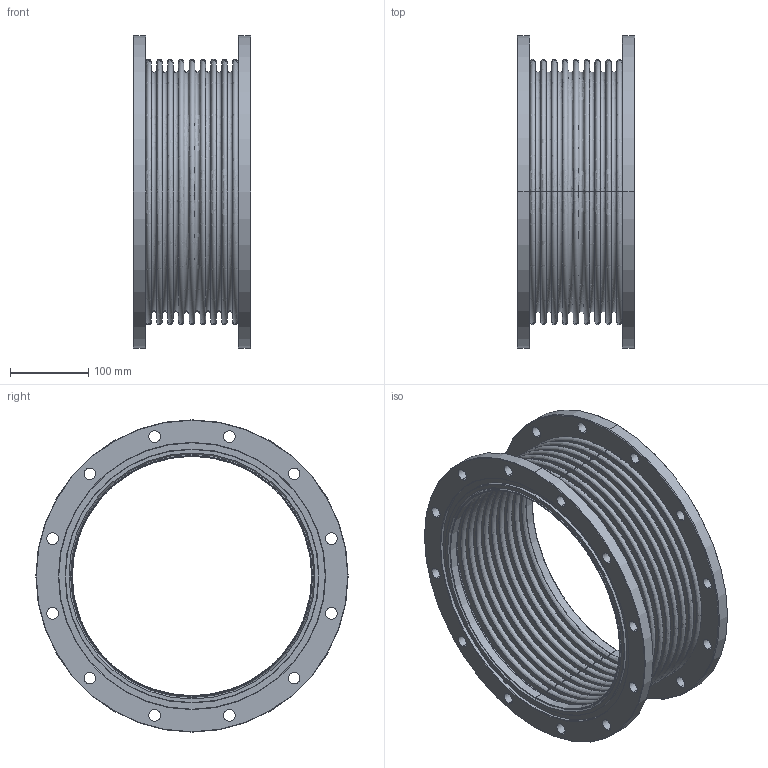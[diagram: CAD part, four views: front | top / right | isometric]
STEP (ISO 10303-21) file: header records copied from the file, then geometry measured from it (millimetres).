
FILE_DESCRIPTION( (''), '2;1');
FILE_NAME ('CAD716.5368.IF300_134.stp','2016-11-16T14:52:16',(''),(''),'spGate 12.6.6','','');
FILE_SCHEMA (('AUTOMOTIVE_DESIGN'));
Length unit declared in the file: millimetre
Products named in the file (4): Assembly; IF300-1; IF300-2; IF300-3
Assembly tree (3 placements, depth 2):
  Assembly
    IF300-1
    IF300-2
    IF300-3
Bounding box: 150 x 400 x 400 mm (x, y, z)
Volume: 1678278.6 mm3; surface area: 1089156.7 mm2
Topology: 3 solids, 3 shells, 214 faces, 476 edges, 308 vertices
Faces by surface type: bspline 100, cylinder 68, plane 46
Entity records: 12056 total; most frequent: CARTESIAN_POINT 3594, ORIENTED_EDGE 952, DIRECTION 860, COLOUR_RGB 693, PRESENTATION_STYLE_ASSIGNMENT 693, STYLED_ITEM 693, EDGE_CURVE 476, DRAUGHTING_PRE_DEFINED_CURVE_FONT 476
